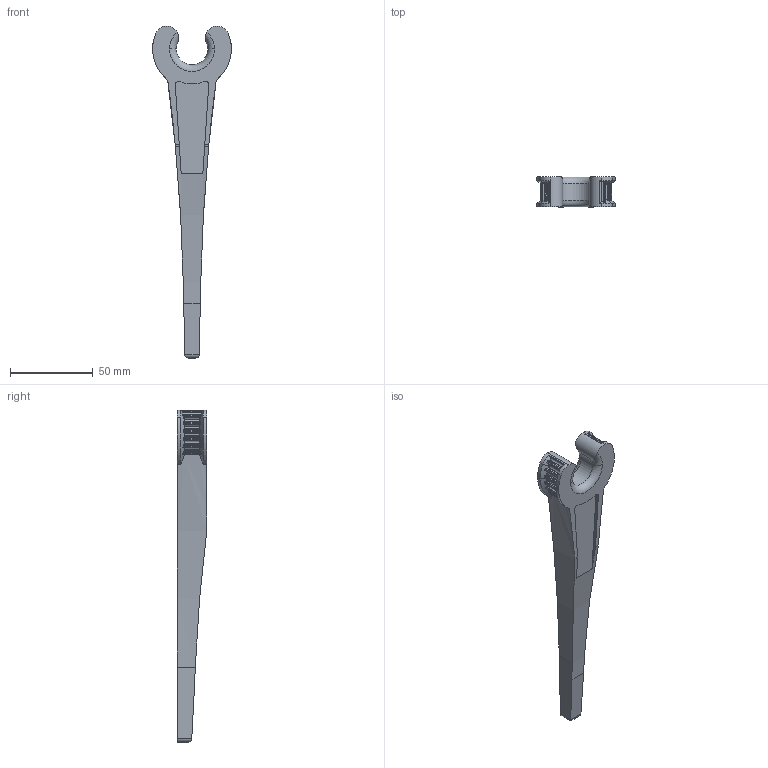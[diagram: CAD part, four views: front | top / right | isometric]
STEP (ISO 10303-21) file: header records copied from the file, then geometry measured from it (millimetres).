
FILE_DESCRIPTION (( 'STEP AP214' ), '1' );
FILE_NAME ('printable_cheetah_leg_link2.STEP', '2025-06-27T19:28:47', ( '' ), ( '' ), 'SwSTEP 2.0', 'SolidWorks 2024', '' );
FILE_SCHEMA (( 'AUTOMOTIVE_DESIGN' ));
Length unit declared in the file: millimetre
Products named in the file (1): printable_cheetah_leg_link2
Bounding box: 47.5 x 18 x 200.17 mm (x, y, z)
Volume: 52323.9 mm3; surface area: 15003.2 mm2
Topology: 1 solids, 1 shells, 238 faces, 703 edges, 467 vertices
Faces by surface type: cylinder 188, plane 33, cone 11, torus 6
Entity records: 8491 total; most frequent: CARTESIAN_POINT 2482, ORIENTED_EDGE 1406, DIRECTION 1102, EDGE_CURVE 703, VERTEX_POINT 467, AXIS2_PLACEMENT_3D 443, B_SPLINE_CURVE_WITH_KNOTS 273, ADVANCED_FACE 238
